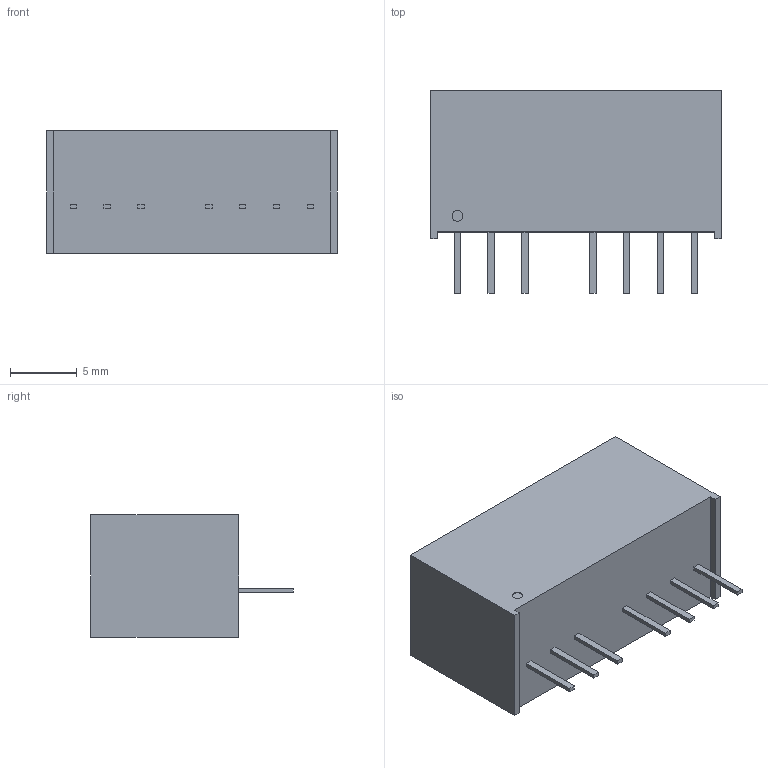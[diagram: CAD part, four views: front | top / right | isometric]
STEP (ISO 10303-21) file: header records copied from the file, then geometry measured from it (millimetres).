
FILE_DESCRIPTION (( 'STEP AP214' ), '1' );
FILE_NAME ('CUI_PDQ2-D48-D5-S.step', '2017-08-14T17:17:41', ( '' ), ( '' ), 'SwSTEP 2.0', 'SolidWorks 2017', '' );
FILE_SCHEMA (( 'AUTOMOTIVE_DESIGN' ));
Length unit declared in the file: millimetre
Products named in the file (1): CUI_PDQ2-D48-D5-S
Bounding box: 21.8 x 15.2 x 9.2 mm (x, y, z)
Volume: 2135.3 mm3; surface area: 1129.7 mm2
Topology: 2 solids, 2 shells, 49 faces, 114 edges, 76 vertices
Faces by surface type: plane 47, cylinder 2
Entity records: 1525 total; most frequent: CARTESIAN_POINT 240, ORIENTED_EDGE 228, DIRECTION 218, EDGE_CURVE 114, VECTOR 110, LINE 110, VERTEX_POINT 76, EDGE_LOOP 56
